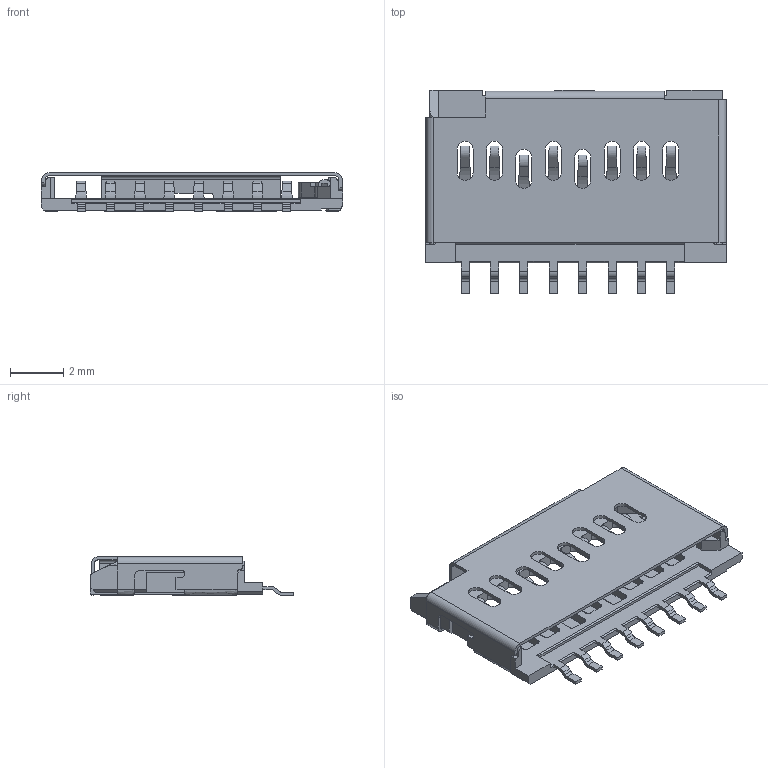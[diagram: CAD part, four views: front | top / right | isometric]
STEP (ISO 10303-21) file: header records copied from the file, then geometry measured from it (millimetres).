
FILE_DESCRIPTION(('FreeCAD Model'),'2;1');
FILE_NAME('_051620101.step','2018-10-07T12:37:10',( 'kicad StepUp'),('ksu MCAD'),'Open CASCADE STEP processor 7.3', 'FreeCAD','Unknown');
FILE_SCHEMA(('AUTOMOTIVE_DESIGN { 1 0 10303 214 1 1 1 1 }'));
Length unit declared in the file: millimetre
Products named in the file (1): _051620101
Bounding box: 11.3 x 7.6 x 1.45 mm (x, y, z)
Volume: 30.4 mm3; surface area: 343.7 mm2
Topology: 1 solids, 1 shells, 553 faces, 1607 edges, 1056 vertices
Faces by surface type: bspline 373, revolution 180
Entity records: 18838 total; most frequent: CARTESIAN_POINT 4525, ORIENTED_EDGE 3214, DIRECTION 2366, EDGE_CURVE 1607, LINE 1386, VECTOR 1386, VERTEX_POINT 1056, FACE_BOUND 593
